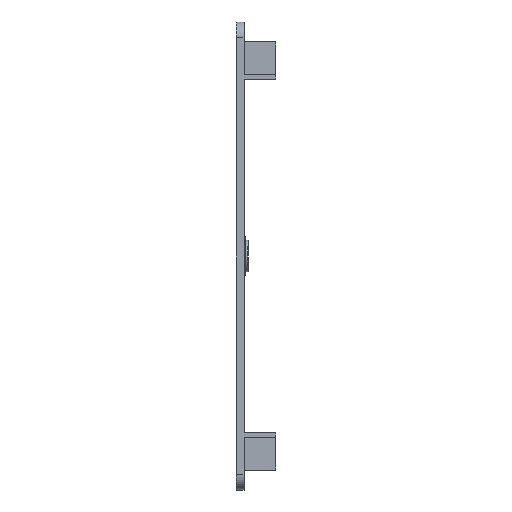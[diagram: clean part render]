
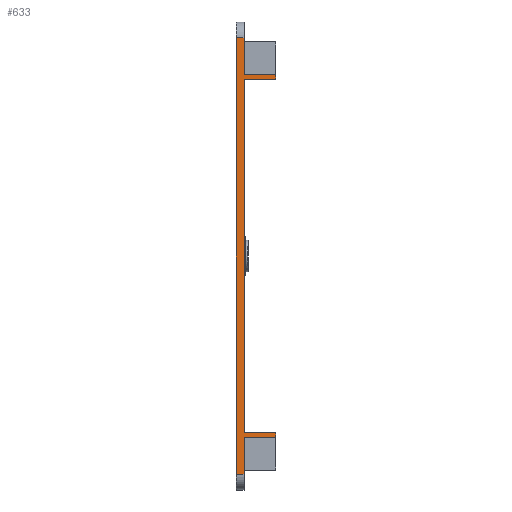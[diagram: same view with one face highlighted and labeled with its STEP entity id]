
A CAD part, left-side view. The second image highlights one B-rep face of the part: STEP entity #633.
In plain terms, the highlighted planar face has unit normal (-1, 0, 0).
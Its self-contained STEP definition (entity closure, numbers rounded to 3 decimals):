
#20 = VECTOR ( 'NONE', #1131, 1000. ) ;
#82 = ORIENTED_EDGE ( 'NONE', *, *, #1913, .F. ) ;
#94 = ORIENTED_EDGE ( 'NONE', *, *, #2091, .T. ) ;
#185 = EDGE_CURVE ( 'NONE', #747, #1936, #548, .T. ) ;
#234 = LINE ( 'NONE', #790, #1871 ) ;
#237 = DIRECTION ( 'NONE',  ( 0., 0., 1. ) ) ;
#334 = VECTOR ( 'NONE', #1632, 1000. ) ;
#344 = CARTESIAN_POINT ( 'NONE',  ( -371.55, -2.159, -274. ) ) ;
#367 = DIRECTION ( 'NONE',  ( 1., 0., 0. ) ) ;
#385 = EDGE_CURVE ( 'NONE', #1896, #1771, #1366, .T. ) ;
#419 = EDGE_CURVE ( 'NONE', #535, #2271, #791, .T. ) ;
#435 = DIRECTION ( 'NONE',  ( 0., 0., 1. ) ) ;
#440 = VERTEX_POINT ( 'NONE', #566 ) ;
#526 = VERTEX_POINT ( 'NONE', #590 ) ;
#535 = VERTEX_POINT ( 'NONE', #2218 ) ;
#538 = PLANE ( 'NONE',  #2122 ) ;
#548 = LINE ( 'NONE', #901, #1715 ) ;
#564 = LINE ( 'NONE', #912, #998 ) ;
#566 = CARTESIAN_POINT ( 'NONE',  ( -371.55, -2.159, 274. ) ) ;
#579 = ORIENTED_EDGE ( 'NONE', *, *, #1607, .T. ) ;
#590 = CARTESIAN_POINT ( 'NONE',  ( -371.55, -2.159, -221.92 ) ) ;
#596 = ORIENTED_EDGE ( 'NONE', *, *, #804, .T. ) ;
#606 = EDGE_CURVE ( 'NONE', #935, #2271, #564, .T. ) ;
#633 = ADVANCED_FACE ( 'NONE', ( #1099 ), #538, .F. ) ;
#668 = CARTESIAN_POINT ( 'NONE',  ( -371.55, -2.159, -227.92 ) ) ;
#669 = ORIENTED_EDGE ( 'NONE', *, *, #835, .F. ) ;
#699 = EDGE_LOOP ( 'NONE', ( #1192, #94, #1928, #905, #596, #2111, #1935, #669, #82, #1092, #579, #1441 ) ) ;
#731 = DIRECTION ( 'NONE',  ( 0., 1., 0. ) ) ;
#747 = VERTEX_POINT ( 'NONE', #810 ) ;
#790 = CARTESIAN_POINT ( 'NONE',  ( -371.55, 7.841, 274. ) ) ;
#791 = LINE ( 'NONE', #953, #1719 ) ;
#804 = EDGE_CURVE ( 'NONE', #535, #2058, #1170, .T. ) ;
#810 = CARTESIAN_POINT ( 'NONE',  ( -371.55, -42.159, 227.92 ) ) ;
#835 = EDGE_CURVE ( 'NONE', #1161, #1880, #1863, .T. ) ;
#901 = CARTESIAN_POINT ( 'NONE',  ( -371.55, -42.159, 227.92 ) ) ;
#905 = ORIENTED_EDGE ( 'NONE', *, *, #419, .F. ) ;
#911 = CARTESIAN_POINT ( 'NONE',  ( -371.55, 7.841, -274. ) ) ;
#912 = CARTESIAN_POINT ( 'NONE',  ( -371.55, -2.159, 294. ) ) ;
#917 = CARTESIAN_POINT ( 'NONE',  ( -371.55, -42.159, -221.92 ) ) ;
#935 = VERTEX_POINT ( 'NONE', #344 ) ;
#953 = CARTESIAN_POINT ( 'NONE',  ( -371.55, -42.159, -227.92 ) ) ;
#967 = DIRECTION ( 'NONE',  ( 0., 1., 0. ) ) ;
#992 = CARTESIAN_POINT ( 'NONE',  ( -371.55, -42.159, 221.92 ) ) ;
#998 = VECTOR ( 'NONE', #2145, 1000. ) ;
#1015 = LINE ( 'NONE', #1756, #1457 ) ;
#1092 = ORIENTED_EDGE ( 'NONE', *, *, #185, .T. ) ;
#1099 = FACE_OUTER_BOUND ( 'NONE', #699, .T. ) ;
#1103 = LINE ( 'NONE', #917, #1152 ) ;
#1131 = DIRECTION ( 'NONE',  ( 0., 1., 0. ) ) ;
#1152 = VECTOR ( 'NONE', #731, 1000. ) ;
#1161 = VERTEX_POINT ( 'NONE', #1964 ) ;
#1170 = LINE ( 'NONE', #1180, #1566 ) ;
#1180 = CARTESIAN_POINT ( 'NONE',  ( -371.55, -42.159, -227.92 ) ) ;
#1189 = EDGE_CURVE ( 'NONE', #526, #1880, #1627, .T. ) ;
#1192 = ORIENTED_EDGE ( 'NONE', *, *, #385, .F. ) ;
#1221 = EDGE_CURVE ( 'NONE', #2058, #526, #1103, .T. ) ;
#1239 = LINE ( 'NONE', #1603, #2313 ) ;
#1296 = DIRECTION ( 'NONE',  ( 0., 1., 0. ) ) ;
#1366 = LINE ( 'NONE', #1892, #1378 ) ;
#1378 = VECTOR ( 'NONE', #435, 1000. ) ;
#1380 = DIRECTION ( 'NONE',  ( 0., 0., -1. ) ) ;
#1391 = CARTESIAN_POINT ( 'NONE',  ( -371.55, -2.159, 227.92 ) ) ;
#1400 = CARTESIAN_POINT ( 'NONE',  ( -371.55, 7.841, -274. ) ) ;
#1440 = DIRECTION ( 'NONE',  ( 0., 0., 1. ) ) ;
#1441 = ORIENTED_EDGE ( 'NONE', *, *, #1742, .T. ) ;
#1457 = VECTOR ( 'NONE', #1380, 1000. ) ;
#1470 = DIRECTION ( 'NONE',  ( 0., 1., 0. ) ) ;
#1508 = CARTESIAN_POINT ( 'NONE',  ( -371.55, 7.841, 274. ) ) ;
#1566 = VECTOR ( 'NONE', #237, 1000. ) ;
#1603 = CARTESIAN_POINT ( 'NONE',  ( -371.55, -2.159, 294. ) ) ;
#1607 = EDGE_CURVE ( 'NONE', #1936, #440, #1239, .T. ) ;
#1627 = LINE ( 'NONE', #1814, #1721 ) ;
#1632 = DIRECTION ( 'NONE',  ( 0., -1., 0. ) ) ;
#1640 = DIRECTION ( 'NONE',  ( 0., 0., 1. ) ) ;
#1660 = CARTESIAN_POINT ( 'NONE',  ( -371.55, 7.841, 294. ) ) ;
#1715 = VECTOR ( 'NONE', #1470, 1000. ) ;
#1719 = VECTOR ( 'NONE', #1296, 1000. ) ;
#1721 = VECTOR ( 'NONE', #1640, 1000. ) ;
#1742 = EDGE_CURVE ( 'NONE', #440, #1771, #234, .T. ) ;
#1756 = CARTESIAN_POINT ( 'NONE',  ( -371.55, -42.159, 227.92 ) ) ;
#1771 = VERTEX_POINT ( 'NONE', #1508 ) ;
#1814 = CARTESIAN_POINT ( 'NONE',  ( -371.55, -2.159, 294. ) ) ;
#1863 = LINE ( 'NONE', #992, #20 ) ;
#1871 = VECTOR ( 'NONE', #967, 1000. ) ;
#1880 = VERTEX_POINT ( 'NONE', #1931 ) ;
#1892 = CARTESIAN_POINT ( 'NONE',  ( -371.55, 7.841, 294. ) ) ;
#1896 = VERTEX_POINT ( 'NONE', #1400 ) ;
#1913 = EDGE_CURVE ( 'NONE', #747, #1161, #1015, .T. ) ;
#1928 = ORIENTED_EDGE ( 'NONE', *, *, #606, .T. ) ;
#1931 = CARTESIAN_POINT ( 'NONE',  ( -371.55, -2.159, 221.92 ) ) ;
#1935 = ORIENTED_EDGE ( 'NONE', *, *, #1189, .T. ) ;
#1936 = VERTEX_POINT ( 'NONE', #1391 ) ;
#1950 = LINE ( 'NONE', #911, #334 ) ;
#1964 = CARTESIAN_POINT ( 'NONE',  ( -371.55, -42.159, 221.92 ) ) ;
#1993 = DIRECTION ( 'NONE',  ( 0., 0., -1. ) ) ;
#2058 = VERTEX_POINT ( 'NONE', #2153 ) ;
#2091 = EDGE_CURVE ( 'NONE', #1896, #935, #1950, .T. ) ;
#2111 = ORIENTED_EDGE ( 'NONE', *, *, #1221, .T. ) ;
#2122 = AXIS2_PLACEMENT_3D ( 'NONE', #1660, #367, #1993 ) ;
#2145 = DIRECTION ( 'NONE',  ( 0., 0., 1. ) ) ;
#2153 = CARTESIAN_POINT ( 'NONE',  ( -371.55, -42.159, -221.92 ) ) ;
#2218 = CARTESIAN_POINT ( 'NONE',  ( -371.55, -42.159, -227.92 ) ) ;
#2271 = VERTEX_POINT ( 'NONE', #668 ) ;
#2313 = VECTOR ( 'NONE', #1440, 1000. ) ;
